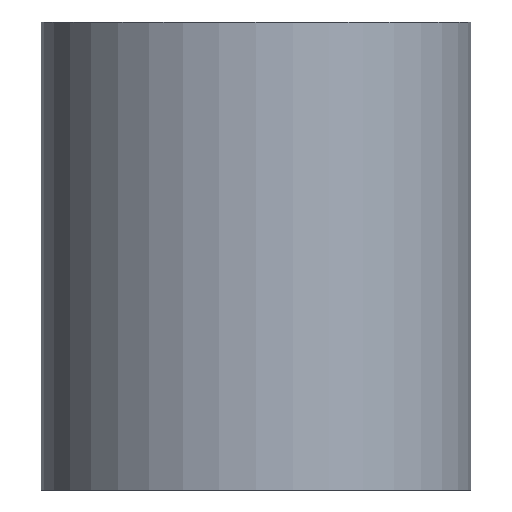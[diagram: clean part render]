
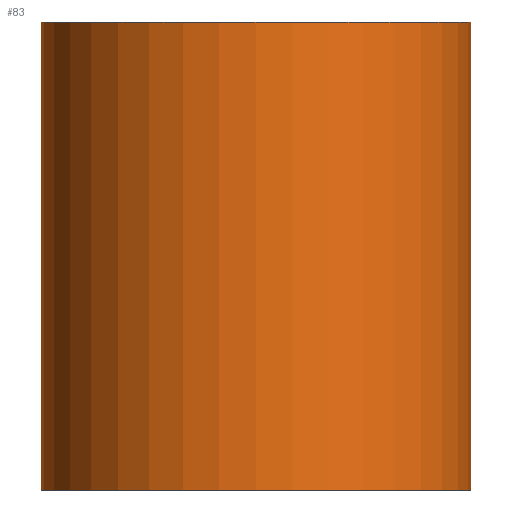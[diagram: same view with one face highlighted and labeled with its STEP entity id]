
A CAD part, left-side view. The second image highlights one B-rep face of the part: STEP entity #83.
In plain terms, the highlighted cylindrical face has radius 10.1 mm (diameter 20.2 mm), a partial arc.
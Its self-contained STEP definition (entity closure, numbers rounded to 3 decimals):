
#83 = ADVANCED_FACE( '', ( #160 ), #161, .T. );
#160 = FACE_OUTER_BOUND( '', #297, .T. );
#161 = CYLINDRICAL_SURFACE( '', #298, 10.1 );
#297 = EDGE_LOOP( '', ( #488, #489, #490, #491 ) );
#298 = AXIS2_PLACEMENT_3D( '', #492, #493, #494 );
#488 = ORIENTED_EDGE( '', *, *, #1008, .F. );
#489 = ORIENTED_EDGE( '', *, *, #973, .F. );
#490 = ORIENTED_EDGE( '', *, *, #979, .T. );
#491 = ORIENTED_EDGE( '', *, *, #997, .T. );
#492 = CARTESIAN_POINT( '', ( 0., 0., -57. ) );
#493 = DIRECTION( '', ( 0., 0., 1. ) );
#494 = DIRECTION( '', ( -1., 0., 0. ) );
#973 = EDGE_CURVE( '', #1160, #1155, #1162, .T. );
#979 = EDGE_CURVE( '', #1160, #1170, #1172, .F. );
#997 = EDGE_CURVE( '', #1170, #1204, #1206, .T. );
#1008 = EDGE_CURVE( '', #1155, #1204, #1227, .F. );
#1155 = VERTEX_POINT( '', #1459 );
#1160 = VERTEX_POINT( '', #1465 );
#1162 = CIRCLE( '', #1468, 10.1 );
#1170 = VERTEX_POINT( '', #1483 );
#1172 = LINE( '', #1486, #1487 );
#1204 = VERTEX_POINT( '', #1646 );
#1206 = CIRCLE( '', #1649, 10.1 );
#1227 = LINE( '', #1701, #1702 );
#1459 = CARTESIAN_POINT( '', ( 0., 10.1, -10. ) );
#1465 = CARTESIAN_POINT( '', ( 0., -10.1, -10. ) );
#1468 = AXIS2_PLACEMENT_3D( '', #2082, #2083, #2084 );
#1483 = CARTESIAN_POINT( '', ( 0., -10.1, 12. ) );
#1486 = CARTESIAN_POINT( '', ( 0., -10.1, -57. ) );
#1487 = VECTOR( '', #2090, 1000. );
#1646 = CARTESIAN_POINT( '', ( 0., 10.1, 12. ) );
#1649 = AXIS2_PLACEMENT_3D( '', #2116, #2117, #2118 );
#1701 = CARTESIAN_POINT( '', ( 0., 10.1, -57. ) );
#1702 = VECTOR( '', #2133, 1000. );
#2082 = CARTESIAN_POINT( '', ( 0., 0., -10. ) );
#2083 = DIRECTION( '', ( 0., 0., -1. ) );
#2084 = DIRECTION( '', ( -1., 0., 0. ) );
#2090 = DIRECTION( '', ( 0., 0., -1. ) );
#2116 = CARTESIAN_POINT( '', ( 0., 0., 12. ) );
#2117 = DIRECTION( '', ( 0., 0., -1. ) );
#2118 = DIRECTION( '', ( -1., 0., 0. ) );
#2133 = DIRECTION( '', ( 0., 0., -1. ) );
